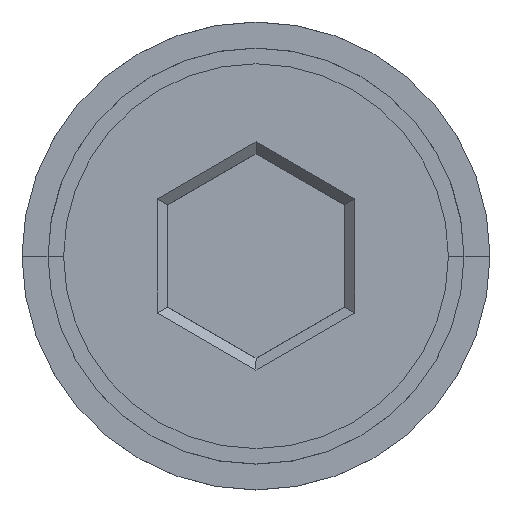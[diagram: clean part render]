
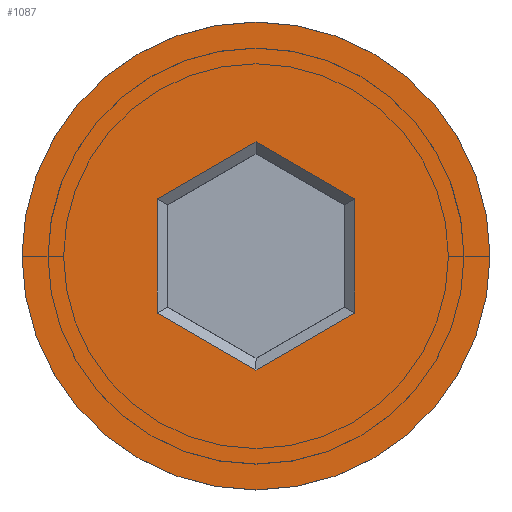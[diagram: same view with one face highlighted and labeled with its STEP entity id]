
A CAD part, top view. The second image highlights one B-rep face of the part: STEP entity #1087.
In plain terms, the highlighted planar face has unit normal (0, 0, 1).
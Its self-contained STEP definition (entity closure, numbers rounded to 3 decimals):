
#46 = DIRECTION ( 'NONE',  ( 0., 0., 1. ) ) ;
#51 = DIRECTION ( 'NONE',  ( 0., 0., 1. ) ) ;
#72 = DIRECTION ( 'NONE',  ( 0., 1., 0. ) ) ;
#82 = AXIS2_PLACEMENT_3D ( 'NONE', #304, #521, #1086 ) ;
#102 = CARTESIAN_POINT ( 'NONE',  ( -1.8, -1.155, 0. ) ) ;
#206 = CARTESIAN_POINT ( 'NONE',  ( 0., -2.194, 0. ) ) ;
#223 = VECTOR ( 'NONE', #692, 1000. ) ;
#226 = ORIENTED_EDGE ( 'NONE', *, *, #684, .T. ) ;
#233 = VERTEX_POINT ( 'NONE', #428 ) ;
#253 = LINE ( 'NONE', #582, #223 ) ;
#267 = CIRCLE ( 'NONE', #628, 4.5 ) ;
#296 = VERTEX_POINT ( 'NONE', #1195 ) ;
#304 = CARTESIAN_POINT ( 'NONE',  ( 0., 0., 0. ) ) ;
#321 = CARTESIAN_POINT ( 'NONE',  ( 4.5, 0., 0. ) ) ;
#335 = EDGE_CURVE ( 'NONE', #233, #512, #1066, .T. ) ;
#363 = DIRECTION ( 'NONE',  ( 0.866, -0.5, 0. ) ) ;
#380 = CARTESIAN_POINT ( 'NONE',  ( 1.8, 1.155, 0. ) ) ;
#403 = DIRECTION ( 'NONE',  ( -0.866, -0.5, 0. ) ) ;
#411 = CARTESIAN_POINT ( 'NONE',  ( -0.1, 2.136, 0. ) ) ;
#422 = ORIENTED_EDGE ( 'NONE', *, *, #921, .T. ) ;
#428 = CARTESIAN_POINT ( 'NONE',  ( -1.9, 1.097, 0. ) ) ;
#475 = DIRECTION ( 'NONE',  ( 1., 0., 0. ) ) ;
#476 = EDGE_CURVE ( 'NONE', #1396, #1033, #687, .T. ) ;
#479 = ORIENTED_EDGE ( 'NONE', *, *, #537, .T. ) ;
#490 = CARTESIAN_POINT ( 'NONE',  ( 0., 2.194, 0. ) ) ;
#504 = LINE ( 'NONE', #847, #1418 ) ;
#508 = DIRECTION ( 'NONE',  ( 1., 0., 0. ) ) ;
#512 = VERTEX_POINT ( 'NONE', #490 ) ;
#519 = CARTESIAN_POINT ( 'NONE',  ( -1.9, -1.097, 0. ) ) ;
#521 = DIRECTION ( 'NONE',  ( 0., 0., 1. ) ) ;
#537 = EDGE_CURVE ( 'NONE', #512, #1250, #1353, .T. ) ;
#544 = ORIENTED_EDGE ( 'NONE', *, *, #1197, .T. ) ;
#566 = ORIENTED_EDGE ( 'NONE', *, *, #934, .T. ) ;
#582 = CARTESIAN_POINT ( 'NONE',  ( 1.9, -0.981, 0. ) ) ;
#612 = ORIENTED_EDGE ( 'NONE', *, *, #1075, .T. ) ;
#617 = EDGE_LOOP ( 'NONE', ( #612, #422, #889, #479, #544, #226 ) ) ;
#628 = AXIS2_PLACEMENT_3D ( 'NONE', #1263, #51, #508 ) ;
#646 = FACE_OUTER_BOUND ( 'NONE', #1376, .T. ) ;
#684 = EDGE_CURVE ( 'NONE', #296, #1088, #504, .T. ) ;
#687 = CIRCLE ( 'NONE', #1023, 4.5 ) ;
#692 = DIRECTION ( 'NONE',  ( 0., -1., 0. ) ) ;
#808 = CARTESIAN_POINT ( 'NONE',  ( 0., 0., 0. ) ) ;
#846 = FACE_BOUND ( 'NONE', #617, .T. ) ;
#847 = CARTESIAN_POINT ( 'NONE',  ( 0.1, -2.136, 0. ) ) ;
#848 = DIRECTION ( 'NONE',  ( 0.866, 0.5, 0. ) ) ;
#888 = VECTOR ( 'NONE', #72, 1000. ) ;
#889 = ORIENTED_EDGE ( 'NONE', *, *, #335, .T. ) ;
#921 = EDGE_CURVE ( 'NONE', #1344, #233, #1056, .T. ) ;
#927 = CARTESIAN_POINT ( 'NONE',  ( 1.9, 1.097, 0. ) ) ;
#932 = CARTESIAN_POINT ( 'NONE',  ( -1.9, 0.981, 0. ) ) ;
#934 = EDGE_CURVE ( 'NONE', #1033, #1396, #267, .T. ) ;
#993 = DIRECTION ( 'NONE',  ( -0.866, 0.5, 0. ) ) ;
#1023 = AXIS2_PLACEMENT_3D ( 'NONE', #808, #46, #475 ) ;
#1033 = VERTEX_POINT ( 'NONE', #321 ) ;
#1056 = LINE ( 'NONE', #932, #888 ) ;
#1066 = LINE ( 'NONE', #411, #1324 ) ;
#1075 = EDGE_CURVE ( 'NONE', #1088, #1344, #1306, .T. ) ;
#1086 = DIRECTION ( 'NONE',  ( 1., 0., 0. ) ) ;
#1087 = ADVANCED_FACE ( 'NONE', ( #846, #646 ), #1192, .T. ) ;
#1088 = VERTEX_POINT ( 'NONE', #206 ) ;
#1135 = VECTOR ( 'NONE', #363, 1000. ) ;
#1192 = PLANE ( 'NONE',  #82 ) ;
#1195 = CARTESIAN_POINT ( 'NONE',  ( 1.9, -1.097, 0. ) ) ;
#1197 = EDGE_CURVE ( 'NONE', #1250, #296, #253, .T. ) ;
#1245 = ORIENTED_EDGE ( 'NONE', *, *, #476, .T. ) ;
#1250 = VERTEX_POINT ( 'NONE', #927 ) ;
#1263 = CARTESIAN_POINT ( 'NONE',  ( 0., 0., 0. ) ) ;
#1306 = LINE ( 'NONE', #102, #1327 ) ;
#1324 = VECTOR ( 'NONE', #848, 1000. ) ;
#1327 = VECTOR ( 'NONE', #993, 1000. ) ;
#1344 = VERTEX_POINT ( 'NONE', #519 ) ;
#1353 = LINE ( 'NONE', #380, #1135 ) ;
#1376 = EDGE_LOOP ( 'NONE', ( #566, #1245 ) ) ;
#1396 = VERTEX_POINT ( 'NONE', #1405 ) ;
#1405 = CARTESIAN_POINT ( 'NONE',  ( -4.5, 0., 0. ) ) ;
#1418 = VECTOR ( 'NONE', #403, 1000. ) ;
